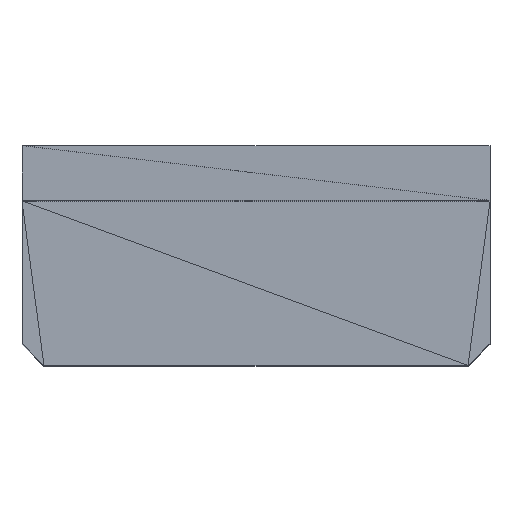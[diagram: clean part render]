
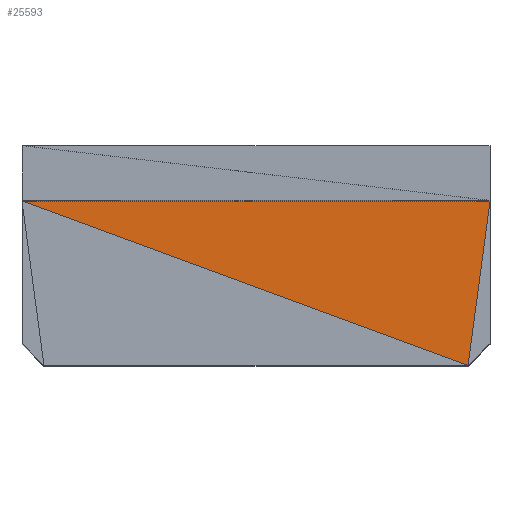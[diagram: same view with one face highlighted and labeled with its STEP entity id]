
A CAD part, top view. The second image highlights one B-rep face of the part: STEP entity #25593.
In plain terms, the highlighted planar face has unit normal (0, 0, 1).
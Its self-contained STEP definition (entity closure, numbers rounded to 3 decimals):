
#25593=ADVANCED_FACE('',(#25594),#25620,.F.);
#25594=FACE_OUTER_BOUND('',#25595,.T.);
#25595=EDGE_LOOP('',(#25596,#25598,#25600));
#25596=ORIENTED_EDGE('',*,*,#25597,.T.);
#25597=EDGE_CURVE('',#25602,#25604,#25606,.T.);
#25598=ORIENTED_EDGE('',*,*,#25599,.T.);
#25599=EDGE_CURVE('',#25604,#25610,#25612,.T.);
#25600=ORIENTED_EDGE('',*,*,#25601,.T.);
#25601=EDGE_CURVE('',#25610,#25602,#25616,.T.);
#25602=VERTEX_POINT('',#25603);
#25603=CARTESIAN_POINT('',(7.201,-2.413,10.135));
#25604=VERTEX_POINT('',#25605);
#25605=CARTESIAN_POINT('',(-2.604,1.206,10.135));
#25606=LINE('',#25607,#25608);
#25607=CARTESIAN_POINT('',(7.201,-2.413,10.135));
#25608=VECTOR('',#25609,1.0);
#25609=DIRECTION('',(0.938,-0.346,0.0));
#25610=VERTEX_POINT('',#25611);
#25611=CARTESIAN_POINT('',(7.684,1.206,10.135));
#25612=LINE('',#25613,#25614);
#25613=CARTESIAN_POINT('',(-2.604,1.206,10.135));
#25614=VECTOR('',#25615,1.0);
#25615=DIRECTION('',(-1.0,0.0,0.0));
#25616=LINE('',#25617,#25618);
#25617=CARTESIAN_POINT('',(7.684,1.206,10.135));
#25618=VECTOR('',#25619,1.0);
#25619=DIRECTION('',(0.132,0.991,0.0));
#25620=PLANE('',#25621);
#25621=AXIS2_PLACEMENT_3D('',#25622,#25623,#25624);
#25622=CARTESIAN_POINT('',(-2.604,1.206,10.135));
#25623=DIRECTION('',(0.0,0.0,-1.0));
#25624=DIRECTION('',(-0.132,-0.991,0.0));
